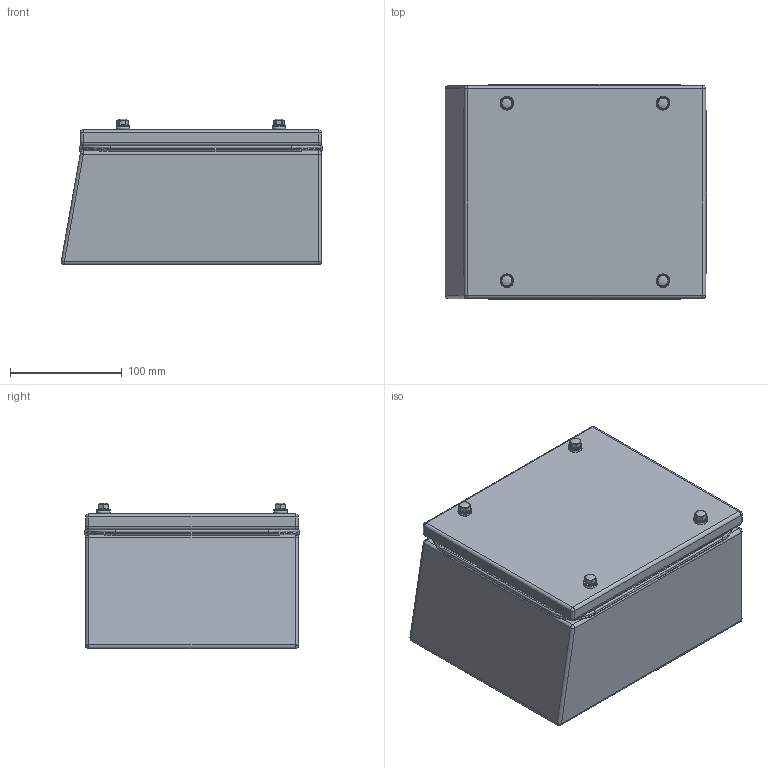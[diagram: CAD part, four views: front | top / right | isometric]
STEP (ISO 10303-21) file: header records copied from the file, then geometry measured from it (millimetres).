
FILE_DESCRIPTION (( 'STEP AP214' ), '1' );
FILE_NAME ('SCE-9KJ0804SSST.STEP', '2021-08-13T15:13:16', ( '' ), ( '' ), 'SwSTEP 2.0', 'SolidWorks 2021', '' );
FILE_SCHEMA (( 'AUTOMOTIVE_DESIGN' ));
Length unit declared in the file: inch
Products named in the file (1): SCE-9KJ0804SSST
Bounding box: 233.92 x 192.55 x 130.14 mm (x, y, z)
Volume: 472866.2 mm3; surface area: 545640.1 mm2
Topology: 31 solids, 31 shells, 991 faces, 2572 edges, 1571 vertices
Faces by surface type: plane 349, cylinder 309, bspline 256, cone 41, sphere 32, torus 4
Full cylindrical faces by diameter (mm): 4.775 x4, 4.826 x8, 5.537 x2, 5.842 x4, 6.299 x2, 6.35 x4, 6.502 x8, 6.858 x4, 7.112 x12, 7.518 x8, 8.128 x4, 8.56 x1, 9.322 x4, 9.474 x4, 10.541 x4, 12.065 x4, 12.7 x8
Entity records: 62011 total; most frequent: CARTESIAN_POINT 28234, ORIENTED_EDGE 4428, DIRECTION 3623, EDGE_CURVE 2214, VERTEX_POINT 1495, AXIS2_PLACEMENT_3D 1395, EDGE_LOOP 1241, FACE_OUTER_BOUND 1110
